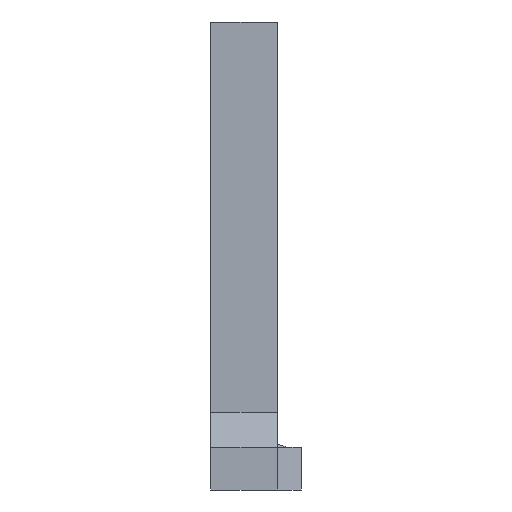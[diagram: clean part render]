
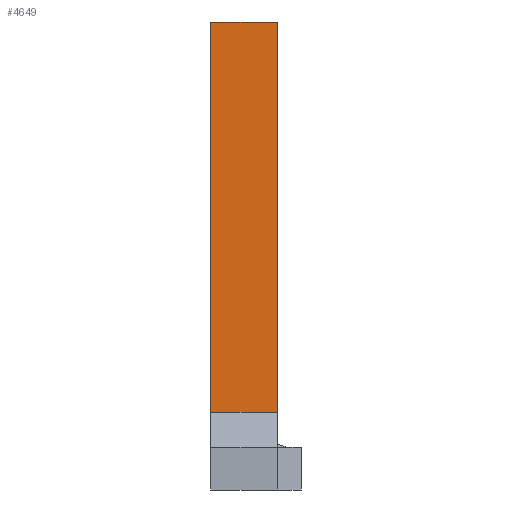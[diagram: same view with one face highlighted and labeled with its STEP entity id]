
A CAD part, front view. The second image highlights one B-rep face of the part: STEP entity #4649.
In plain terms, the highlighted planar face has unit normal (0, -1, 0).
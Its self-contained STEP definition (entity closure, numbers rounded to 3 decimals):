
#1175 = VERTEX_POINT('',#1176);
#1176 = CARTESIAN_POINT('',(-11.285,166.577,11.));
#1182 = EDGE_CURVE('',#1175,#1183,#1185,.T.);
#1183 = VERTEX_POINT('',#1184);
#1184 = CARTESIAN_POINT('',(-11.285,166.577,66.));
#1185 = LINE('',#1186,#1187);
#1186 = CARTESIAN_POINT('',(-11.285,166.577,6.));
#1187 = VECTOR('',#1188,1.);
#1188 = DIRECTION('',(0.,0.,1.));
#1246 = EDGE_CURVE('',#1247,#1175,#1249,.T.);
#1247 = VERTEX_POINT('',#1248);
#1248 = CARTESIAN_POINT('',(-1.875,166.577,11.));
#1249 = LINE('',#1250,#1251);
#1250 = CARTESIAN_POINT('',(-1.875,166.577,11.));
#1251 = VECTOR('',#1252,1.);
#1252 = DIRECTION('',(-1.,0.,0.));
#4649 = ADVANCED_FACE('',(#4650),#4668,.F.);
#4650 = FACE_BOUND('',#4651,.F.);
#4651 = EDGE_LOOP('',(#4652,#4653,#4661,#4667));
#4652 = ORIENTED_EDGE('',*,*,#1182,.T.);
#4653 = ORIENTED_EDGE('',*,*,#4654,.F.);
#4654 = EDGE_CURVE('',#4655,#1183,#4657,.T.);
#4655 = VERTEX_POINT('',#4656);
#4656 = CARTESIAN_POINT('',(-1.875,166.577,66.));
#4657 = LINE('',#4658,#4659);
#4658 = CARTESIAN_POINT('',(-1.875,166.577,66.));
#4659 = VECTOR('',#4660,1.);
#4660 = DIRECTION('',(-1.,0.,0.));
#4661 = ORIENTED_EDGE('',*,*,#4662,.F.);
#4662 = EDGE_CURVE('',#1247,#4655,#4663,.T.);
#4663 = LINE('',#4664,#4665);
#4664 = CARTESIAN_POINT('',(-1.875,166.577,6.));
#4665 = VECTOR('',#4666,1.);
#4666 = DIRECTION('',(0.,0.,1.));
#4667 = ORIENTED_EDGE('',*,*,#1246,.T.);
#4668 = PLANE('',#4669);
#4669 = AXIS2_PLACEMENT_3D('',#4670,#4671,#4672);
#4670 = CARTESIAN_POINT('',(-6.58,166.577,36.));
#4671 = DIRECTION('',(0.,1.,0.));
#4672 = DIRECTION('',(0.,0.,1.));
